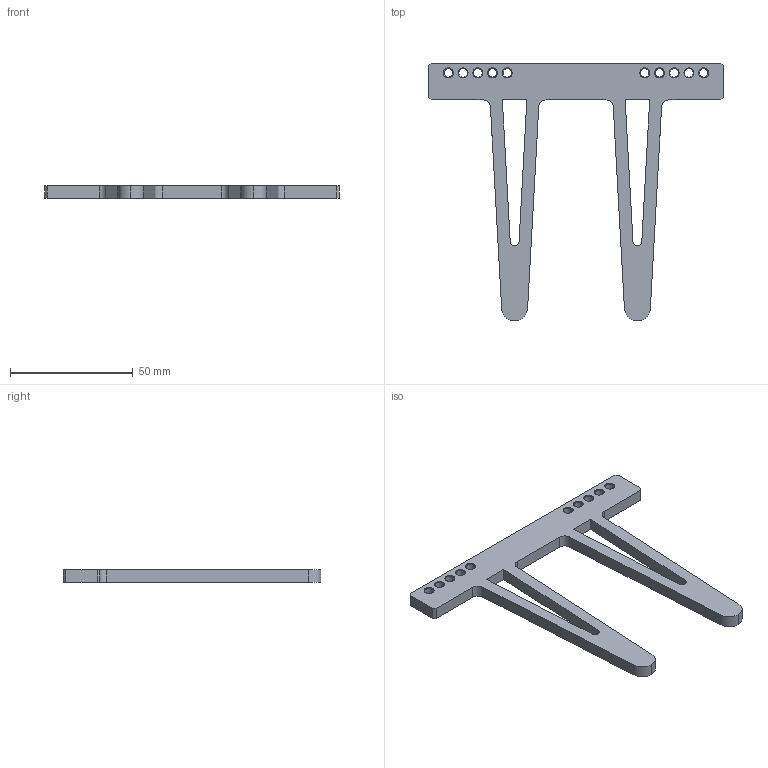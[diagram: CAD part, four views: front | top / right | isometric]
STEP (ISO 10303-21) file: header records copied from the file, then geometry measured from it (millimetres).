
FILE_DESCRIPTION(/* description */ (''),/* implementation_level */ '2;1');
FILE_NAME(/* name */ 'fork v2.step',/* time_stamp */ '2023-12-19T02:37:34-05:00',/* author */ (''),/* organization */ (''),/* preprocessor_version */ 'ST-DEVELOPER v20',/* originating_system */ 'Autodesk Translation Framework v12.14.0.127',/* authorisation */ '');
FILE_SCHEMA (('AUTOMOTIVE_DESIGN { 1 0 10303 214 3 1 1 }'));
Length unit declared in the file: millimetre
Products named in the file (1): fork
Bounding box: 120 x 105 x 5 mm (x, y, z)
Volume: 17962.7 mm3; surface area: 11991 mm2
Topology: 1 solids, 1 shells, 64 faces, 166 edges, 104 vertices
Faces by surface type: plane 24, cylinder 20, cone 20
Full cylindrical faces by diameter (mm): 3.5 x10
Entity records: 2031 total; most frequent: DIRECTION 356, CARTESIAN_POINT 335, ORIENTED_EDGE 332, EDGE_CURVE 166, AXIS2_PLACEMENT_3D 125, LINE 106, VECTOR 106, VERTEX_POINT 104
